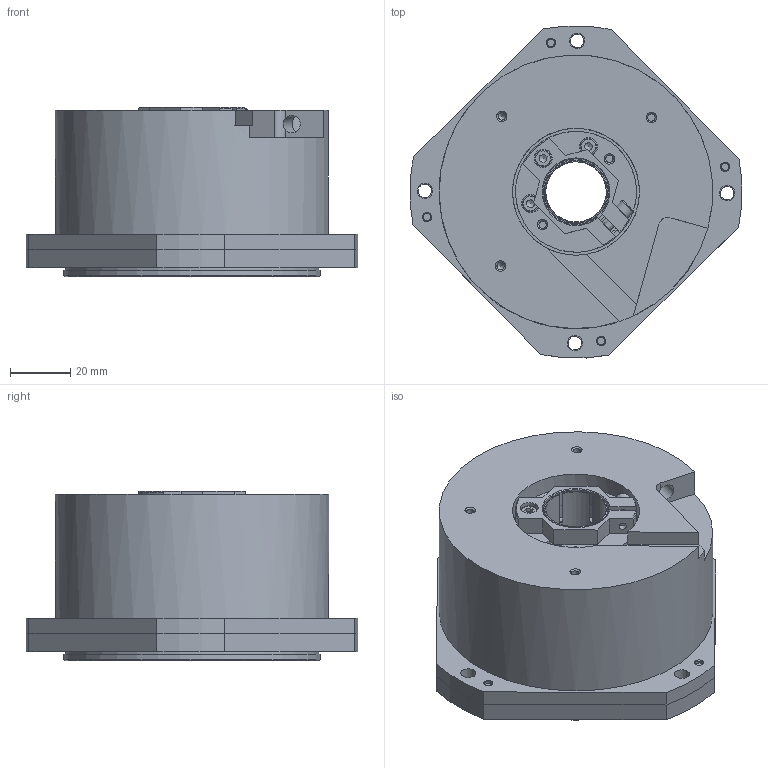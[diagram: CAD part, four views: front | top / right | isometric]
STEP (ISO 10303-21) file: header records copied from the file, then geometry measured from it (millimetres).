
FILE_DESCRIPTION(/* description */ (''),/* implementation_level */ '2;1');
FILE_NAME(/* name */ 'A90H.stp',/* time_stamp */ '2015-03-19T13:29:29+02:00',/* author */ ('EdgarasA'),/* organization */ (''),/* preprocessor_version */ 'ST-DEVELOPER v15.2',/* originating_system */ 'Autodesk Inventor 2014',/* authorisation */ '');
FILE_SCHEMA (('AUTOMOTIVE_DESIGN { 1 0 10303 214 3 1 1 }'));
Length unit declared in the file: millimetre
Products named in the file (1): A90H
Bounding box: 109.8 x 109.8 x 56.08 mm (x, y, z)
Surface area: 44807.9 mm2 (no closed solid volume)
Topology: 0 solids, 40 shells, 240 faces, 696 edges, 495 vertices
Faces by surface type: plane 132, cylinder 55, cone 40, torus 13
Full cylindrical faces by diameter (mm): 2.459 x10, 3 x1, 4.5 x4, 5 x4, 5.5 x1, 5.8 x1, 6 x7, 6.5 x4, 10 x1, 20 x1, 23 x1, 25 x1, 40 x1, 42 x1, 43 x1, 84 x1, 85 x1, 90.5 x1
Entity records: 7394 total; most frequent: CARTESIAN_POINT 1496, DIRECTION 1188, ORIENTED_EDGE 941, EDGE_CURVE 575, VERTEX_POINT 459, AXIS2_PLACEMENT_3D 459, EDGE_LOOP 381, LINE 270
